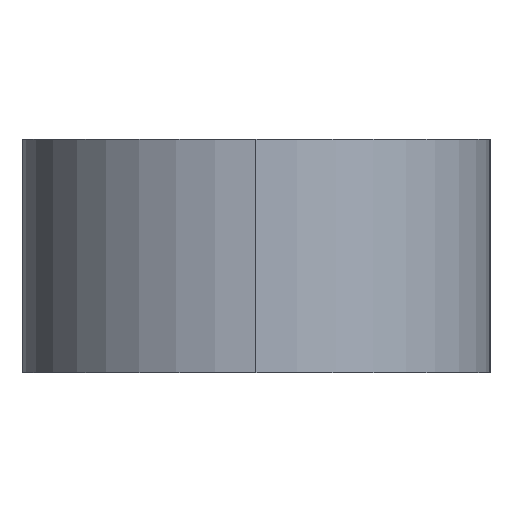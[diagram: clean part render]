
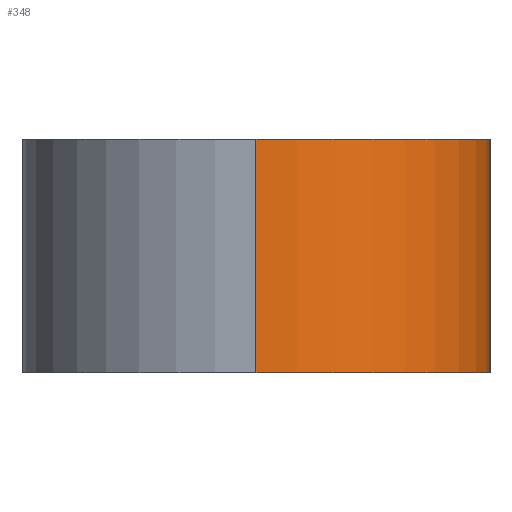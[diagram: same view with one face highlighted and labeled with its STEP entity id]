
A CAD part, left-side view. The second image highlights one B-rep face of the part: STEP entity #348.
In plain terms, the highlighted cylindrical face has radius 6.35 mm (diameter 12.7 mm), a partial arc.
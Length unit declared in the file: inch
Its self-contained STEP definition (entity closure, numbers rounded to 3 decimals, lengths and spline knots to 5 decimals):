
#22 = DIRECTION ( 'NONE',  ( 1., 0., 0. ) ) ;
#24 = ORIENTED_EDGE ( 'NONE', *, *, #80, .T. ) ;
#32 = AXIS2_PLACEMENT_3D ( 'NONE', #157, #88, #22 ) ;
#42 = CARTESIAN_POINT ( 'NONE',  ( 0., 0., 0.25 ) ) ;
#45 = VERTEX_POINT ( 'NONE', #392 ) ;
#47 = EDGE_CURVE ( 'NONE', #152, #297, #223, .T. ) ;
#49 = DIRECTION ( 'NONE',  ( 0., 0., -1. ) ) ;
#52 = VERTEX_POINT ( 'NONE', #108 ) ;
#62 = FACE_OUTER_BOUND ( 'NONE', #352, .T. ) ;
#64 = EDGE_CURVE ( 'NONE', #152, #52, #211, .T. ) ;
#80 = EDGE_CURVE ( 'NONE', #52, #45, #400, .T. ) ;
#85 = CARTESIAN_POINT ( 'NONE',  ( -0.25, 0., 0.25 ) ) ;
#86 = AXIS2_PLACEMENT_3D ( 'NONE', #424, #323, #188 ) ;
#88 = DIRECTION ( 'NONE',  ( 0., 0., 1. ) ) ;
#108 = CARTESIAN_POINT ( 'NONE',  ( -0.25, 0., 0. ) ) ;
#131 = DIRECTION ( 'NONE',  ( 0., 0., -1. ) ) ;
#132 = VECTOR ( 'NONE', #131, 39.37008 ) ;
#152 = VERTEX_POINT ( 'NONE', #255 ) ;
#157 = CARTESIAN_POINT ( 'NONE',  ( 0., 0., 0. ) ) ;
#172 = VECTOR ( 'NONE', #49, 39.37008 ) ;
#188 = DIRECTION ( 'NONE',  ( 1., 0., 0. ) ) ;
#196 = CARTESIAN_POINT ( 'NONE',  ( 0., -0.25, 0.25 ) ) ;
#198 = EDGE_CURVE ( 'NONE', #297, #45, #216, .T. ) ;
#201 = ORIENTED_EDGE ( 'NONE', *, *, #47, .F. ) ;
#205 = CARTESIAN_POINT ( 'NONE',  ( 0., -0.25, 0.25 ) ) ;
#211 = LINE ( 'NONE', #85, #172 ) ;
#216 = LINE ( 'NONE', #196, #132 ) ;
#223 = CIRCLE ( 'NONE', #86, 0.25 ) ;
#232 = AXIS2_PLACEMENT_3D ( 'NONE', #42, #272, #267 ) ;
#255 = CARTESIAN_POINT ( 'NONE',  ( -0.25, 0., 0.25 ) ) ;
#267 = DIRECTION ( 'NONE',  ( -1., 0., 0. ) ) ;
#272 = DIRECTION ( 'NONE',  ( 0., 0., -1. ) ) ;
#294 = CYLINDRICAL_SURFACE ( 'NONE', #232, 0.25 ) ;
#297 = VERTEX_POINT ( 'NONE', #205 ) ;
#323 = DIRECTION ( 'NONE',  ( 0., 0., 1. ) ) ;
#348 = ADVANCED_FACE ( 'NONE', ( #62 ), #294, .T. ) ;
#352 = EDGE_LOOP ( 'NONE', ( #201, #411, #24, #401 ) ) ;
#392 = CARTESIAN_POINT ( 'NONE',  ( 0., -0.25, 0. ) ) ;
#400 = CIRCLE ( 'NONE', #32, 0.25 ) ;
#401 = ORIENTED_EDGE ( 'NONE', *, *, #198, .F. ) ;
#411 = ORIENTED_EDGE ( 'NONE', *, *, #64, .T. ) ;
#424 = CARTESIAN_POINT ( 'NONE',  ( 0., 0., 0.25 ) ) ;
